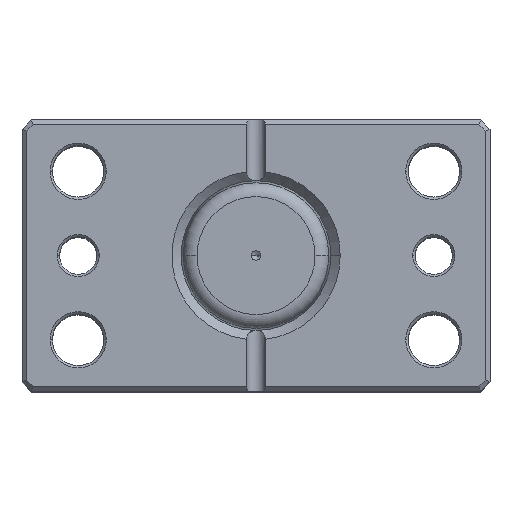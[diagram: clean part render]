
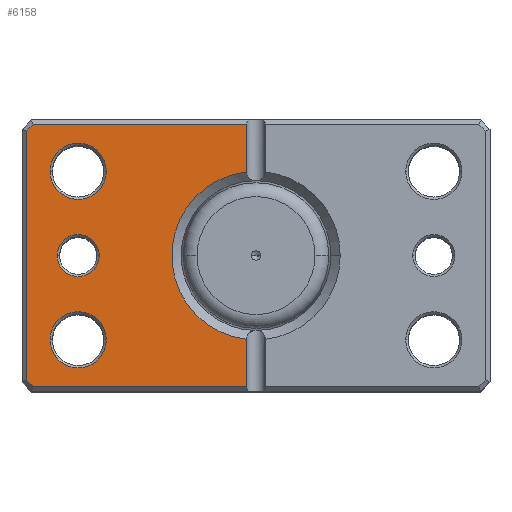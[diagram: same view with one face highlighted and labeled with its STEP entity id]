
A CAD part, top view. The second image highlights one B-rep face of the part: STEP entity #6158.
In plain terms, the highlighted face is planar.
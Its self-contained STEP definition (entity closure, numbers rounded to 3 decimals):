
#14 = CARTESIAN_POINT ( 'NONE',  ( 0., 0., 0. ) ) ;
#297 = FACE_BOUND ( 'NONE', #6580, .T. ) ;
#320 = CARTESIAN_POINT ( 'NONE',  ( 47.586, 28., 0. ) ) ;
#342 = VERTEX_POINT ( 'NONE', #2523 ) ;
#407 = EDGE_CURVE ( 'NONE', #3131, #6526, #1979, .T. ) ;
#436 = CARTESIAN_POINT ( 'NONE',  ( 38., 0., 0. ) ) ;
#482 = ORIENTED_EDGE ( 'NONE', *, *, #5955, .T. ) ;
#552 = CARTESIAN_POINT ( 'NONE',  ( 49., 26.586, 0. ) ) ;
#580 = ORIENTED_EDGE ( 'NONE', *, *, #4199, .T. ) ;
#583 = PLANE ( 'NONE',  #4651 ) ;
#589 = CIRCLE ( 'NONE', #3672, 4.5 ) ;
#618 = ORIENTED_EDGE ( 'NONE', *, *, #2071, .T. ) ;
#793 = CARTESIAN_POINT ( 'NONE',  ( 47.586, -28., 0. ) ) ;
#853 = DIRECTION ( 'NONE',  ( 1., 0., 0. ) ) ;
#864 = CIRCLE ( 'NONE', #6781, 6. ) ;
#967 = LINE ( 'NONE', #5079, #2230 ) ;
#1035 = ORIENTED_EDGE ( 'NONE', *, *, #4826, .T. ) ;
#1105 = EDGE_CURVE ( 'NONE', #1529, #4750, #4845, .T. ) ;
#1133 = CIRCLE ( 'NONE', #3810, 6. ) ;
#1156 = ORIENTED_EDGE ( 'NONE', *, *, #2425, .T. ) ;
#1178 = CARTESIAN_POINT ( 'NONE',  ( 0., -28., 0. ) ) ;
#1283 = AXIS2_PLACEMENT_3D ( 'NONE', #6434, #6502, #6332 ) ;
#1303 = CARTESIAN_POINT ( 'NONE',  ( 2., -28., 0. ) ) ;
#1364 = ORIENTED_EDGE ( 'NONE', *, *, #5400, .T. ) ;
#1395 = CARTESIAN_POINT ( 'NONE',  ( 0., 28., 0. ) ) ;
#1468 = DIRECTION ( 'NONE',  ( 1., 0., 0. ) ) ;
#1529 = VERTEX_POINT ( 'NONE', #2946 ) ;
#1648 = ORIENTED_EDGE ( 'NONE', *, *, #6000, .T. ) ;
#1673 = DIRECTION ( 'NONE',  ( 0., 0., 1. ) ) ;
#1732 = CARTESIAN_POINT ( 'NONE',  ( 33.5, 0., 0. ) ) ;
#1735 = AXIS2_PLACEMENT_3D ( 'NONE', #5660, #2519, #6213 ) ;
#1823 = ORIENTED_EDGE ( 'NONE', *, *, #2361, .T. ) ;
#1828 = CIRCLE ( 'NONE', #1735, 6. ) ;
#1833 = VERTEX_POINT ( 'NONE', #320 ) ;
#1837 = LINE ( 'NONE', #1395, #4315 ) ;
#1878 = VECTOR ( 'NONE', #4640, 1000. ) ;
#1888 = EDGE_LOOP ( 'NONE', ( #580, #6120 ) ) ;
#1979 = CIRCLE ( 'NONE', #4985, 4.5 ) ;
#2038 = LINE ( 'NONE', #6787, #1878 ) ;
#2071 = EDGE_CURVE ( 'NONE', #4618, #342, #864, .T. ) ;
#2230 = VECTOR ( 'NONE', #6692, 1000. ) ;
#2297 = EDGE_CURVE ( 'NONE', #3124, #3332, #1133, .T. ) ;
#2361 = EDGE_CURVE ( 'NONE', #1833, #6875, #2038, .T. ) ;
#2425 = EDGE_CURVE ( 'NONE', #2428, #1529, #5729, .T. ) ;
#2428 = VERTEX_POINT ( 'NONE', #1303 ) ;
#2485 = CARTESIAN_POINT ( 'NONE',  ( 37.793, -37.793, 0. ) ) ;
#2519 = DIRECTION ( 'NONE',  ( 0., 0., 1. ) ) ;
#2523 = CARTESIAN_POINT ( 'NONE',  ( 44., -18., 0. ) ) ;
#2632 = CARTESIAN_POINT ( 'NONE',  ( 2., 28., 0. ) ) ;
#2688 = DIRECTION ( 'NONE',  ( 0., 0., 1. ) ) ;
#2763 = VERTEX_POINT ( 'NONE', #2632 ) ;
#2782 = VECTOR ( 'NONE', #6015, 1000. ) ;
#2797 = EDGE_CURVE ( 'NONE', #6526, #3131, #589, .T. ) ;
#2827 = CIRCLE ( 'NONE', #4587, 6. ) ;
#2874 = CARTESIAN_POINT ( 'NONE',  ( 32., 18., 0. ) ) ;
#2946 = CARTESIAN_POINT ( 'NONE',  ( 2., -17.889, 0. ) ) ;
#2970 = VERTEX_POINT ( 'NONE', #3862 ) ;
#2980 = DIRECTION ( 'NONE',  ( 0., 0., 1. ) ) ;
#3017 = ORIENTED_EDGE ( 'NONE', *, *, #1105, .T. ) ;
#3019 = DIRECTION ( 'NONE',  ( -0.707, -0.707, 0. ) ) ;
#3055 = CARTESIAN_POINT ( 'NONE',  ( 42.5, 0., 0. ) ) ;
#3124 = VERTEX_POINT ( 'NONE', #3838 ) ;
#3131 = VERTEX_POINT ( 'NONE', #1732 ) ;
#3133 = FACE_BOUND ( 'NONE', #1888, .T. ) ;
#3332 = VERTEX_POINT ( 'NONE', #2874 ) ;
#3642 = DIRECTION ( 'NONE',  ( 0., 0., 1. ) ) ;
#3672 = AXIS2_PLACEMENT_3D ( 'NONE', #5823, #2688, #6386 ) ;
#3810 = AXIS2_PLACEMENT_3D ( 'NONE', #5144, #5228, #4987 ) ;
#3823 = ORIENTED_EDGE ( 'NONE', *, *, #2797, .T. ) ;
#3838 = CARTESIAN_POINT ( 'NONE',  ( 44., 18., 0. ) ) ;
#3862 = CARTESIAN_POINT ( 'NONE',  ( 49., -26.586, 0. ) ) ;
#3968 = ORIENTED_EDGE ( 'NONE', *, *, #4540, .T. ) ;
#4005 = CARTESIAN_POINT ( 'NONE',  ( 2., 29., 0. ) ) ;
#4029 = CARTESIAN_POINT ( 'NONE',  ( 2., 17.889, 0. ) ) ;
#4165 = EDGE_CURVE ( 'NONE', #4750, #2763, #5777, .T. ) ;
#4199 = EDGE_CURVE ( 'NONE', #3332, #3124, #2827, .T. ) ;
#4236 = VECTOR ( 'NONE', #4520, 1000. ) ;
#4315 = VECTOR ( 'NONE', #853, 1000. ) ;
#4345 = DIRECTION ( 'NONE',  ( -1., 0., 0. ) ) ;
#4520 = DIRECTION ( 'NONE',  ( 0., 1., 0. ) ) ;
#4540 = EDGE_CURVE ( 'NONE', #6379, #2428, #6465, .T. ) ;
#4587 = AXIS2_PLACEMENT_3D ( 'NONE', #6133, #2980, #6690 ) ;
#4618 = VERTEX_POINT ( 'NONE', #4967 ) ;
#4640 = DIRECTION ( 'NONE',  ( 0.707, -0.707, 0. ) ) ;
#4651 = AXIS2_PLACEMENT_3D ( 'NONE', #14, #1673, #5339 ) ;
#4750 = VERTEX_POINT ( 'NONE', #4029 ) ;
#4826 = EDGE_CURVE ( 'NONE', #342, #4618, #1828, .T. ) ;
#4845 = CIRCLE ( 'NONE', #1283, 18. ) ;
#4864 = VECTOR ( 'NONE', #4345, 1000. ) ;
#4957 = CARTESIAN_POINT ( 'NONE',  ( 2., 29., 0. ) ) ;
#4967 = CARTESIAN_POINT ( 'NONE',  ( 32., -18., 0. ) ) ;
#4985 = AXIS2_PLACEMENT_3D ( 'NONE', #436, #3642, #6835 ) ;
#4987 = DIRECTION ( 'NONE',  ( 1., 0., 0. ) ) ;
#4991 = EDGE_LOOP ( 'NONE', ( #1156, #3017, #6511, #482, #1823, #1364, #1648, #3968 ) ) ;
#5079 = CARTESIAN_POINT ( 'NONE',  ( 49., 0., 0. ) ) ;
#5144 = CARTESIAN_POINT ( 'NONE',  ( 38., 18., 0. ) ) ;
#5228 = DIRECTION ( 'NONE',  ( 0., 0., 1. ) ) ;
#5330 = DIRECTION ( 'NONE',  ( 0., 0., 1. ) ) ;
#5339 = DIRECTION ( 'NONE',  ( 1., 0., 0. ) ) ;
#5368 = VECTOR ( 'NONE', #3019, 1000. ) ;
#5400 = EDGE_CURVE ( 'NONE', #6875, #2970, #967, .T. ) ;
#5409 = ORIENTED_EDGE ( 'NONE', *, *, #407, .T. ) ;
#5524 = LINE ( 'NONE', #2485, #5368 ) ;
#5526 = CARTESIAN_POINT ( 'NONE',  ( 38., -18., 0. ) ) ;
#5660 = CARTESIAN_POINT ( 'NONE',  ( 38., -18., 0. ) ) ;
#5729 = LINE ( 'NONE', #4957, #2782 ) ;
#5777 = LINE ( 'NONE', #4005, #4236 ) ;
#5823 = CARTESIAN_POINT ( 'NONE',  ( 38., 0., 0. ) ) ;
#5933 = FACE_BOUND ( 'NONE', #6770, .T. ) ;
#5955 = EDGE_CURVE ( 'NONE', #2763, #1833, #1837, .T. ) ;
#6000 = EDGE_CURVE ( 'NONE', #2970, #6379, #5524, .T. ) ;
#6015 = DIRECTION ( 'NONE',  ( 0., 1., 0. ) ) ;
#6104 = FACE_OUTER_BOUND ( 'NONE', #4991, .T. ) ;
#6120 = ORIENTED_EDGE ( 'NONE', *, *, #2297, .T. ) ;
#6133 = CARTESIAN_POINT ( 'NONE',  ( 38., 18., 0. ) ) ;
#6158 = ADVANCED_FACE ( 'NONE', ( #5933, #297, #3133, #6104 ), #583, .F. ) ;
#6213 = DIRECTION ( 'NONE',  ( 1., 0., 0. ) ) ;
#6332 = DIRECTION ( 'NONE',  ( 1., 0., 0. ) ) ;
#6379 = VERTEX_POINT ( 'NONE', #793 ) ;
#6386 = DIRECTION ( 'NONE',  ( 1., 0., 0. ) ) ;
#6434 = CARTESIAN_POINT ( 'NONE',  ( 0., 0., 0. ) ) ;
#6465 = LINE ( 'NONE', #1178, #4864 ) ;
#6502 = DIRECTION ( 'NONE',  ( 0., 0., 1. ) ) ;
#6511 = ORIENTED_EDGE ( 'NONE', *, *, #4165, .T. ) ;
#6526 = VERTEX_POINT ( 'NONE', #3055 ) ;
#6580 = EDGE_LOOP ( 'NONE', ( #618, #1035 ) ) ;
#6690 = DIRECTION ( 'NONE',  ( 1., 0., 0. ) ) ;
#6692 = DIRECTION ( 'NONE',  ( 0., -1., 0. ) ) ;
#6770 = EDGE_LOOP ( 'NONE', ( #5409, #3823 ) ) ;
#6781 = AXIS2_PLACEMENT_3D ( 'NONE', #5526, #5330, #1468 ) ;
#6787 = CARTESIAN_POINT ( 'NONE',  ( 37.793, 37.793, 0. ) ) ;
#6835 = DIRECTION ( 'NONE',  ( 1., 0., 0. ) ) ;
#6875 = VERTEX_POINT ( 'NONE', #552 ) ;
